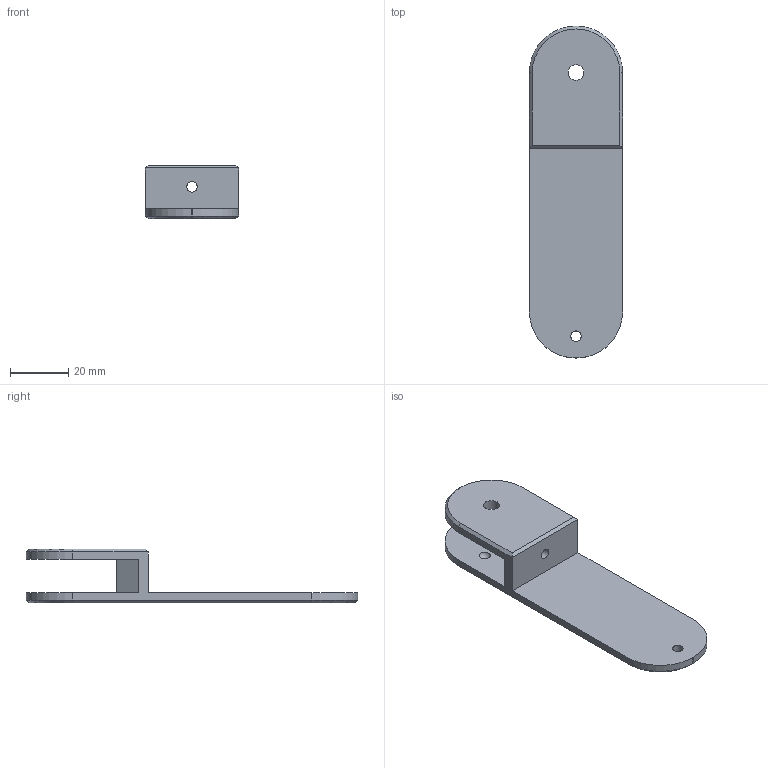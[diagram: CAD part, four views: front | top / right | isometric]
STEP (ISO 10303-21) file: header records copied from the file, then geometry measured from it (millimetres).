
FILE_DESCRIPTION(('FreeCAD Model'),'2;1');
FILE_NAME('Open CASCADE Shape Model','2023-02-09T11:45:07',('Author'),( ''),'Open CASCADE STEP processor 7.5','FreeCAD','Unknown');
FILE_SCHEMA(('AUTOMOTIVE_DESIGN { 1 0 10303 214 1 1 1 1 }'));
Length unit declared in the file: millimetre
Products named in the file (1): spool.support
Bounding box: 32 x 114 x 18.5 mm (x, y, z)
Volume: 18106.1 mm3; surface area: 11221.4 mm2
Topology: 1 solids, 1 shells, 38 faces, 95 edges, 60 vertices
Faces by surface type: plane 21, cylinder 9, cone 4, sphere 4
Full cylindrical faces by diameter (mm): 3.6 x2, 5.4 x2, 7.2 x1
Entity records: 2315 total; most frequent: CARTESIAN_POINT 450, DIRECTION 338, LINE 185, VECTOR 185, ORIENTED_EDGE 182, PCURVE 182, DEFINITIONAL_REPRESENTATION 182, EDGE_CURVE 91
